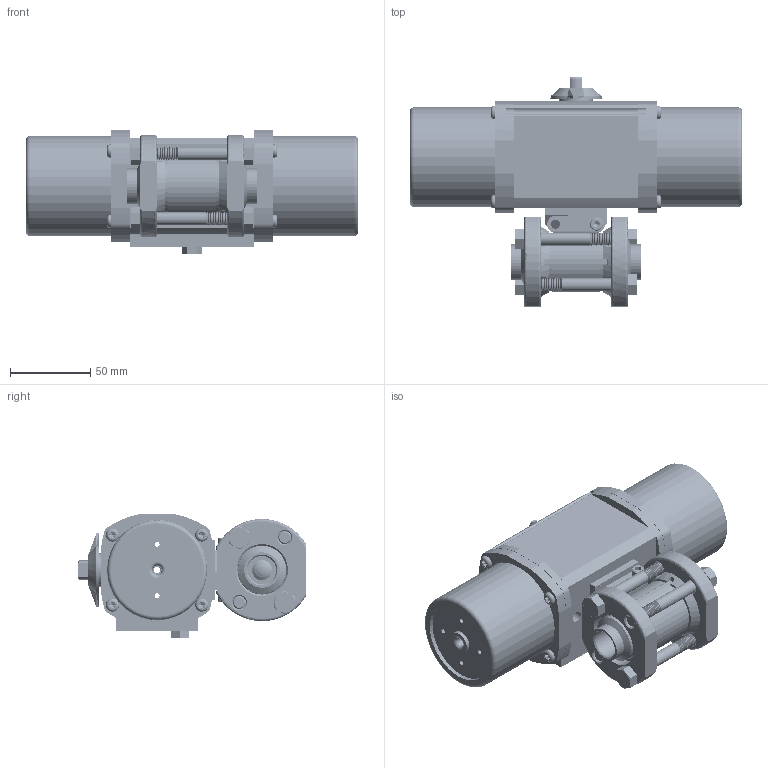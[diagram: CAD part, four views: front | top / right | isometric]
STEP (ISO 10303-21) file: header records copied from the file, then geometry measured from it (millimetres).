
FILE_DESCRIPTION (( 'STEP AP203' ), '1' );
FILE_NAME ('27XXSWFA512SR.step', '2018-04-05T15:17:50', ( '' ), ( '' ), 'SwSTEP 2.0', 'SolidWorks 2017', '' );
FILE_SCHEMA (( 'CONFIG_CONTROL_DESIGN' ));
Products named in the file (1): 27XXSWFA512SR
Bounding box: 206.38 x 142.33 x 77.22 mm (x, y, z)
Volume: 486935.4 mm3; surface area: 215833.9 mm2
Topology: 42 solids, 42 shells, 3740 faces, 10310 edges, 6686 vertices
Faces by surface type: cylinder 2096, cone 886, plane 499, bspline 129, torus 128, sphere 2
Entity records: 185126 total; most frequent: CARTESIAN_POINT 95950, ORIENTED_EDGE 20400, DIRECTION 17566, EDGE_CURVE 10200, AXIS2_PLACEMENT_3D 6993, VERTEX_POINT 6682, EDGE_LOOP 4048, ADVANCED_FACE 3740
